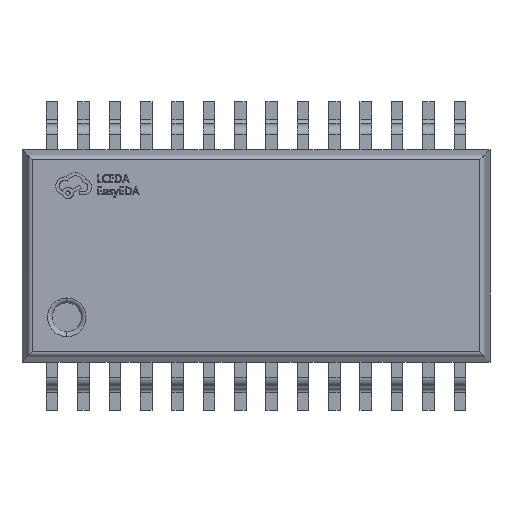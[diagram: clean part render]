
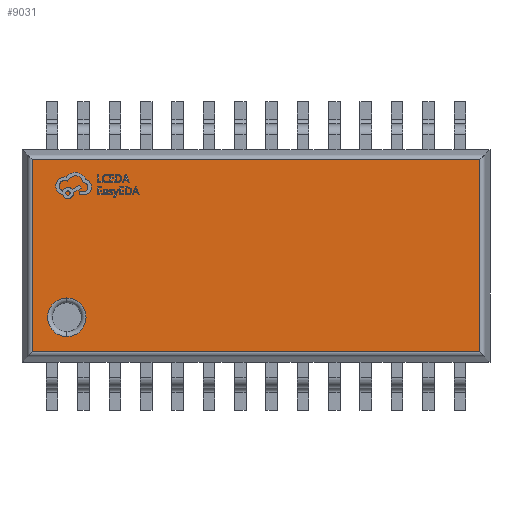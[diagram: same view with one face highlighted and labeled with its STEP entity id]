
A CAD part, top view. The second image highlights one B-rep face of the part: STEP entity #9031.
In plain terms, the highlighted planar face has unit normal (0, 0, 1).
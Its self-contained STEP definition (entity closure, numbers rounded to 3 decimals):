
#193 = CIRCLE ( 'NONE', #11725, 0.4 ) ;
#506 = EDGE_CURVE ( 'NONE', #2188, #19347, #30947, .T. ) ;
#701 = ORIENTED_EDGE ( 'NONE', *, *, #506, .T. ) ;
#2188 = VERTEX_POINT ( 'NONE', #8602 ) ;
#2355 = PLANE ( 'NONE',  #4534 ) ;
#3030 = EDGE_CURVE ( 'NONE', #19347, #2188, #193, .T. ) ;
#3522 = VECTOR ( 'NONE', #28496, 1000. ) ;
#3618 = DIRECTION ( 'NONE',  ( 0., 0., -1. ) ) ;
#3869 = VERTEX_POINT ( 'NONE', #8787 ) ;
#4119 = CARTESIAN_POINT ( 'NONE',  ( 4.641, 1.991, 1.3 ) ) ;
#4534 = AXIS2_PLACEMENT_3D ( 'NONE', #28447, #28618, #21262 ) ;
#4775 = FACE_OUTER_BOUND ( 'NONE', #30142, .T. ) ;
#5232 = VERTEX_POINT ( 'NONE', #13844 ) ;
#8108 = CARTESIAN_POINT ( 'NONE',  ( 0., 1.991, 1.3 ) ) ;
#8483 = ORIENTED_EDGE ( 'NONE', *, *, #3030, .T. ) ;
#8602 = CARTESIAN_POINT ( 'NONE',  ( -3.922, -0.872, 1.3 ) ) ;
#8712 = VERTEX_POINT ( 'NONE', #19690 ) ;
#8787 = CARTESIAN_POINT ( 'NONE',  ( 4.641, -1.991, 1.3 ) ) ;
#9031 = ADVANCED_FACE ( 'NONE', ( #4775, #14692 ), #2355, .F. ) ;
#10614 = EDGE_CURVE ( 'NONE', #28704, #8712, #25852, .T. ) ;
#10861 = CARTESIAN_POINT ( 'NONE',  ( -3.922, -1.272, 1.3 ) ) ;
#11725 = AXIS2_PLACEMENT_3D ( 'NONE', #23675, #13420, #16386 ) ;
#11817 = ORIENTED_EDGE ( 'NONE', *, *, #19897, .T. ) ;
#13420 = DIRECTION ( 'NONE',  ( 0., 0., -1. ) ) ;
#13667 = CARTESIAN_POINT ( 'NONE',  ( -4.641, -2.072, 1.3 ) ) ;
#13844 = CARTESIAN_POINT ( 'NONE',  ( -4.641, -1.991, 1.3 ) ) ;
#14692 = FACE_BOUND ( 'NONE', #30636, .T. ) ;
#14796 = VECTOR ( 'NONE', #28289, 1000. ) ;
#14968 = ORIENTED_EDGE ( 'NONE', *, *, #10614, .T. ) ;
#15046 = AXIS2_PLACEMENT_3D ( 'NONE', #10861, #3618, #18480 ) ;
#15677 = LINE ( 'NONE', #28951, #14796 ) ;
#16202 = ORIENTED_EDGE ( 'NONE', *, *, #18136, .T. ) ;
#16386 = DIRECTION ( 'NONE',  ( 0., 1., 0. ) ) ;
#18136 = EDGE_CURVE ( 'NONE', #5232, #3869, #29474, .T. ) ;
#18480 = DIRECTION ( 'NONE',  ( 0., 1., 0. ) ) ;
#18776 = LINE ( 'NONE', #13667, #31146 ) ;
#19347 = VERTEX_POINT ( 'NONE', #23741 ) ;
#19690 = CARTESIAN_POINT ( 'NONE',  ( -4.641, 1.991, 1.3 ) ) ;
#19897 = EDGE_CURVE ( 'NONE', #3869, #28704, #15677, .T. ) ;
#21262 = DIRECTION ( 'NONE',  ( 0., 1., 0. ) ) ;
#21722 = DIRECTION ( 'NONE',  ( 0., -1., 0. ) ) ;
#21832 = VECTOR ( 'NONE', #27478, 1000. ) ;
#22613 = CARTESIAN_POINT ( 'NONE',  ( 4.722, -1.991, 1.3 ) ) ;
#23521 = EDGE_CURVE ( 'NONE', #8712, #5232, #18776, .T. ) ;
#23675 = CARTESIAN_POINT ( 'NONE',  ( -3.922, -1.272, 1.3 ) ) ;
#23741 = CARTESIAN_POINT ( 'NONE',  ( -3.922, -1.672, 1.3 ) ) ;
#25852 = LINE ( 'NONE', #8108, #3522 ) ;
#27478 = DIRECTION ( 'NONE',  ( 1., 0., 0. ) ) ;
#27640 = ORIENTED_EDGE ( 'NONE', *, *, #23521, .T. ) ;
#28289 = DIRECTION ( 'NONE',  ( 0., 1., 0. ) ) ;
#28447 = CARTESIAN_POINT ( 'NONE',  ( 0., 0., 1.3 ) ) ;
#28496 = DIRECTION ( 'NONE',  ( -1., 0., 0. ) ) ;
#28618 = DIRECTION ( 'NONE',  ( 0., 0., -1. ) ) ;
#28704 = VERTEX_POINT ( 'NONE', #4119 ) ;
#28951 = CARTESIAN_POINT ( 'NONE',  ( 4.641, 0., 1.3 ) ) ;
#29474 = LINE ( 'NONE', #22613, #21832 ) ;
#30142 = EDGE_LOOP ( 'NONE', ( #14968, #27640, #16202, #11817 ) ) ;
#30636 = EDGE_LOOP ( 'NONE', ( #701, #8483 ) ) ;
#30947 = CIRCLE ( 'NONE', #15046, 0.4 ) ;
#31146 = VECTOR ( 'NONE', #21722, 1000. ) ;
